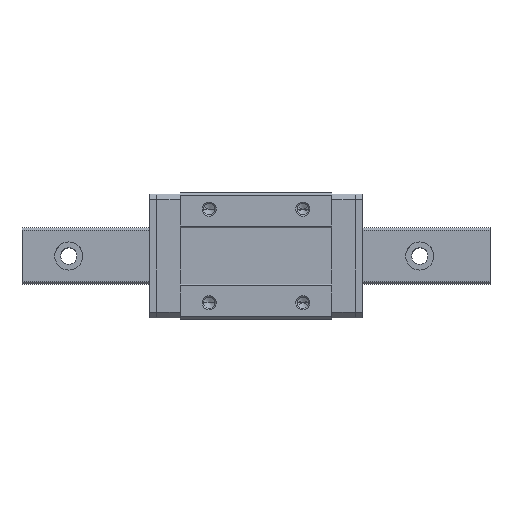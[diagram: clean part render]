
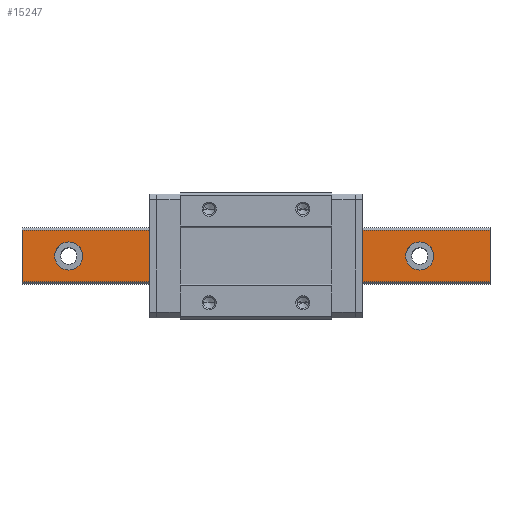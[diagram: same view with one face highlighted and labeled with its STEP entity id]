
A CAD part, top view. The second image highlights one B-rep face of the part: STEP entity #15247.
In plain terms, the highlighted planar face has unit normal (0, 0, 1).
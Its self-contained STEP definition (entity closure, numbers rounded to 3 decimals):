
#14908=CARTESIAN_POINT('POINT691',(90.,-5.5,
   8.));
#14909=VERTEX_POINT('VERTEX691',#14908);
#14916=CARTESIAN_POINT('POINT692',(-10.,-5.5,
   8.));
#14917=VERTEX_POINT('VERTEX692',#14916);
#14918=CARTESIAN_POINT('POS1248',(-10.,-5.5,
   8.));
#14919=DIRECTION('DIR1866',(1.,0.,0.));
#14920=VECTOR('VEC630',#14919,1.);
#14921=LINE('STRAIGHT630',#14918,#14920);
#14922=EDGE_CURVE('EDGE1046',#14917,#14909,#14921,.T.);
#14955=CARTESIAN_POINT('POINT693',(-10.,5.5,
   8.));
#14956=VERTEX_POINT('VERTEX693',#14955);
#14957=CARTESIAN_POINT('POS1251',(-10.,-5.5,
   8.));
#14958=DIRECTION('DIR1870',(0.,1.,0.));
#14959=VECTOR('VEC632',#14958,1.);
#14960=LINE('STRAIGHT632',#14957,#14959);
#14961=EDGE_CURVE('EDGE1048',#14917,#14956,#14960,.T.);
#14993=CARTESIAN_POINT('POINT694',(90.,5.5,
   8.));
#14994=VERTEX_POINT('VERTEX694',#14993);
#15003=CARTESIAN_POINT('POS1255',(-10.,5.5,
   8.));
#15004=DIRECTION('DIR1875',(1.,0.,0.));
#15005=VECTOR('VEC635',#15004,1.);
#15006=LINE('STRAIGHT635',#15003,#15005);
#15007=EDGE_CURVE('EDGE1051',#14956,#14994,#15006,.T.);
#15036=CARTESIAN_POINT('POS1257',(90.,-5.5,
   8.));
#15037=DIRECTION('DIR1878',(0.,1.,0.));
#15038=VECTOR('VEC636',#15037,1.);
#15039=LINE('STRAIGHT636',#15036,#15038);
#15040=EDGE_CURVE('EDGE1052',#14909,#14994,#15039,.T.);
#15064=CARTESIAN_POINT('POINT695',(28.,0.,
   8.));
#15065=VERTEX_POINT('VERTEX695',#15064);
#15073=CARTESIAN_POINT('POINT696',(22.,0.,
   8.));
#15074=VERTEX_POINT('VERTEX696',#15073);
#15081=CARTESIAN_POINT('POS1261',(25.,0.,
   8.));
#15082=DIRECTION('DIR1883',(0.,0.,-1.));
#15083=DIRECTION('DIR1884',(1.,0.,0.));
#15084=AXIS2_PLACEMENT_3D('AXIS623',#15081,#15082,#15083);
#15085=CIRCLE('ELLIPSE296',#15084,3.);
#15086=EDGE_CURVE('EDGE1055',#15065,#15074,#15085,.T.);
#15097=EDGE_CURVE('EDGE1056',#15074,#15065,#15085,.T.);
#15104=CARTESIAN_POINT('POINT697',(53.,0.,
   8.));
#15105=VERTEX_POINT('VERTEX697',#15104);
#15113=CARTESIAN_POINT('POINT698',(47.,0.,
   8.));
#15114=VERTEX_POINT('VERTEX698',#15113);
#15121=CARTESIAN_POINT('POS1265',(50.,0.,
   8.));
#15122=DIRECTION('DIR1889',(0.,0.,-1.));
#15123=DIRECTION('DIR1890',(1.,0.,0.));
#15124=AXIS2_PLACEMENT_3D('AXIS625',#15121,#15122,#15123);
#15125=CIRCLE('ELLIPSE297',#15124,3.);
#15126=EDGE_CURVE('EDGE1059',#15105,#15114,#15125,.T.);
#15137=EDGE_CURVE('EDGE1060',#15114,#15105,#15125,.T.);
#15144=CARTESIAN_POINT('POINT699',(78.,0.,
   8.));
#15145=VERTEX_POINT('VERTEX699',#15144);
#15153=CARTESIAN_POINT('POINT700',(72.,0.,
   8.));
#15154=VERTEX_POINT('VERTEX700',#15153);
#15161=CARTESIAN_POINT('POS1269',(75.,0.,
   8.));
#15162=DIRECTION('DIR1895',(0.,0.,-1.));
#15163=DIRECTION('DIR1896',(1.,0.,0.));
#15164=AXIS2_PLACEMENT_3D('AXIS627',#15161,#15162,#15163);
#15165=CIRCLE('ELLIPSE298',#15164,3.);
#15166=EDGE_CURVE('EDGE1063',#15145,#15154,#15165,.T.);
#15177=EDGE_CURVE('EDGE1064',#15154,#15145,#15165,.T.);
#15209=ORIENTED_EDGE('COEDGE2121',*,*,#15177,.T.);
#15210=ORIENTED_EDGE('COEDGE2122',*,*,#15166,.T.);
#15211=EDGE_LOOP('NONE',(#15209,#15210));
#15212=FACE_BOUND('LOOP1',#15211,.T.);
#15213=ORIENTED_EDGE('COEDGE2123',*,*,#15137,.T.);
#15214=ORIENTED_EDGE('COEDGE2124',*,*,#15126,.T.);
#15215=EDGE_LOOP('NONE',(#15213,#15214));
#15216=FACE_BOUND('LOOP1',#15215,.T.);
#15217=ORIENTED_EDGE('COEDGE2125',*,*,#15097,.T.);
#15218=ORIENTED_EDGE('COEDGE2126',*,*,#15086,.T.);
#15219=EDGE_LOOP('NONE',(#15217,#15218));
#15220=FACE_BOUND('LOOP1',#15219,.T.);
#15221=CARTESIAN_POINT('POINT703',(-3.,0.,
   8.));
#15222=VERTEX_POINT('VERTEX703',#15221);
#15223=CARTESIAN_POINT('POINT704',(3.,0.,
   8.));
#15224=VERTEX_POINT('VERTEX704',#15223);
#15225=CARTESIAN_POINT('POS1273',(0.,0.,
   8.));
#15226=DIRECTION('DIR1903',(0.,0.,-1.));
#15227=DIRECTION('DIR1904',(1.,0.,0.));
#15228=AXIS2_PLACEMENT_3D('AXIS631',#15225,#15226,#15227);
#15229=CIRCLE('ELLIPSE300',#15228,3.);
#15230=EDGE_CURVE('EDGE1067',#15222,#15224,#15229,.T.);
#15231=ORIENTED_EDGE('COEDGE2127',*,*,#15230,.T.);
#15232=EDGE_CURVE('EDGE1068',#15224,#15222,#15229,.T.);
#15233=ORIENTED_EDGE('COEDGE2128',*,*,#15232,.T.);
#15234=EDGE_LOOP('NONE',(#15231,#15233));
#15235=FACE_BOUND('LOOP1',#15234,.T.);
#15236=ORIENTED_EDGE('COEDGE2129',*,*,#15040,.T.);
#15237=ORIENTED_EDGE('COEDGE2130',*,*,#15007,.F.);
#15238=ORIENTED_EDGE('COEDGE2131',*,*,#14961,.F.);
#15239=ORIENTED_EDGE('COEDGE2132',*,*,#14922,.T.);
#15240=EDGE_LOOP('NONE',(#15236,#15237,#15238,#15239));
#15241=FACE_BOUND('LOOP1',#15240,.T.);
#15242=CARTESIAN_POINT('POS1274',(-10.,-5.5,
   8.));
#15243=DIRECTION('DIR1905',(0.,0.,1.));
#15244=DIRECTION('DIR1906',(1.,0.,0.));
#15245=AXIS2_PLACEMENT_3D('AXIS632',#15242,#15243,#15244);
#15246=PLANE('PLANE191',#15245);
#15247=ADVANCED_FACE('FACE396',(#15212,#15216,#15220,#15235,#15241),
   #15246,.T.);
